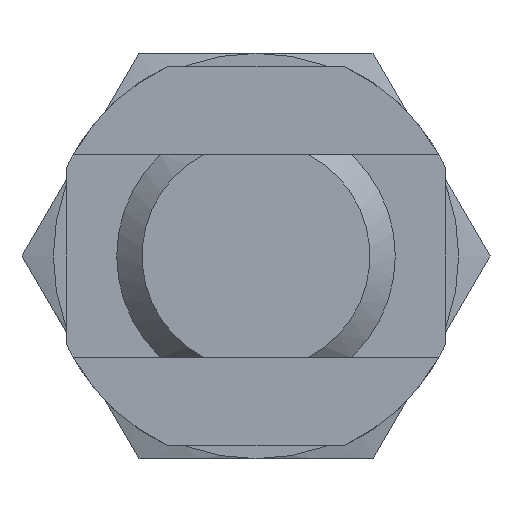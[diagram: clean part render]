
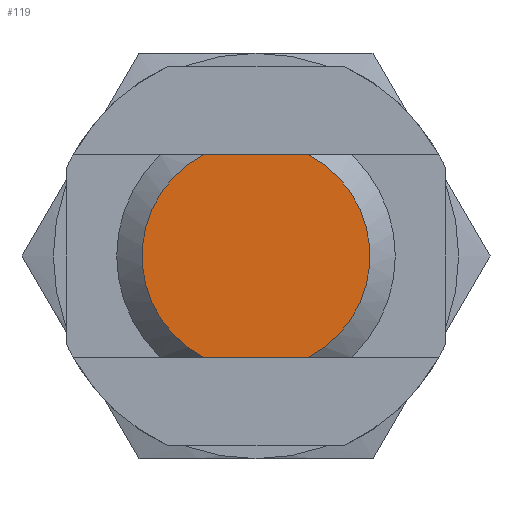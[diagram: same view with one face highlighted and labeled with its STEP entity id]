
A CAD part, left-side view. The second image highlights one B-rep face of the part: STEP entity #119.
In plain terms, the highlighted planar face has unit normal (-1, 0, 0).
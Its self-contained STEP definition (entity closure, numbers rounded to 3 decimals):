
#17 = AXIS2_PLACEMENT_3D ( 'NONE', #181, #862, #1554 ) ;
#87 = CIRCLE ( 'NONE', #17, 9. ) ;
#119 = ADVANCED_FACE ( 'NONE', ( #1004 ), #2375, .F. ) ;
#181 = CARTESIAN_POINT ( 'NONE',  ( -218., 0., 0. ) ) ;
#342 = EDGE_CURVE ( 'NONE', #1203, #1626, #87, .T. ) ;
#364 = ORIENTED_EDGE ( 'NONE', *, *, #4516, .F. ) ;
#386 = AXIS2_PLACEMENT_3D ( 'NONE', #610, #1325, #2011 ) ;
#610 = CARTESIAN_POINT ( 'NONE',  ( -218., 0., 0. ) ) ;
#755 = EDGE_LOOP ( 'NONE', ( #2876, #1060, #4550, #364 ) ) ;
#862 = DIRECTION ( 'NONE',  ( -1., 0., 0. ) ) ;
#893 = DIRECTION ( 'NONE',  ( -1., 0., 0. ) ) ;
#1004 = FACE_OUTER_BOUND ( 'NONE', #755, .T. ) ;
#1060 = ORIENTED_EDGE ( 'NONE', *, *, #3015, .F. ) ;
#1203 = VERTEX_POINT ( 'NONE', #2992 ) ;
#1325 = DIRECTION ( 'NONE',  ( 1., 0., 0. ) ) ;
#1359 = CARTESIAN_POINT ( 'NONE',  ( -218., 0., 0. ) ) ;
#1554 = DIRECTION ( 'NONE',  ( 0., 0., 1. ) ) ;
#1626 = VERTEX_POINT ( 'NONE', #2918 ) ;
#1664 = AXIS2_PLACEMENT_3D ( 'NONE', #1359, #893, #3087 ) ;
#1728 = VECTOR ( 'NONE', #4226, 1000. ) ;
#1750 = CARTESIAN_POINT ( 'NONE',  ( -218., 20., 8. ) ) ;
#1811 = VECTOR ( 'NONE', #2709, 1000. ) ;
#2011 = DIRECTION ( 'NONE',  ( 0., 1., 0. ) ) ;
#2041 = CARTESIAN_POINT ( 'NONE',  ( -218., -20., -8. ) ) ;
#2157 = LINE ( 'NONE', #1750, #1728 ) ;
#2375 = PLANE ( 'NONE',  #386 ) ;
#2709 = DIRECTION ( 'NONE',  ( 0., 1., 0. ) ) ;
#2837 = VERTEX_POINT ( 'NONE', #3761 ) ;
#2876 = ORIENTED_EDGE ( 'NONE', *, *, #4403, .T. ) ;
#2918 = CARTESIAN_POINT ( 'NONE',  ( -218., 4.123, -8. ) ) ;
#2992 = CARTESIAN_POINT ( 'NONE',  ( -218., 4.123, 8. ) ) ;
#3015 = EDGE_CURVE ( 'NONE', #1203, #3582, #2157, .T. ) ;
#3087 = DIRECTION ( 'NONE',  ( 0., 0., 1. ) ) ;
#3432 = LINE ( 'NONE', #2041, #1811 ) ;
#3582 = VERTEX_POINT ( 'NONE', #3943 ) ;
#3761 = CARTESIAN_POINT ( 'NONE',  ( -218., -4.123, -8. ) ) ;
#3943 = CARTESIAN_POINT ( 'NONE',  ( -218., -4.123, 8. ) ) ;
#4026 = CIRCLE ( 'NONE', #1664, 9. ) ;
#4226 = DIRECTION ( 'NONE',  ( 0., -1., 0. ) ) ;
#4403 = EDGE_CURVE ( 'NONE', #2837, #3582, #4026, .T. ) ;
#4516 = EDGE_CURVE ( 'NONE', #2837, #1626, #3432, .T. ) ;
#4550 = ORIENTED_EDGE ( 'NONE', *, *, #342, .T. ) ;
